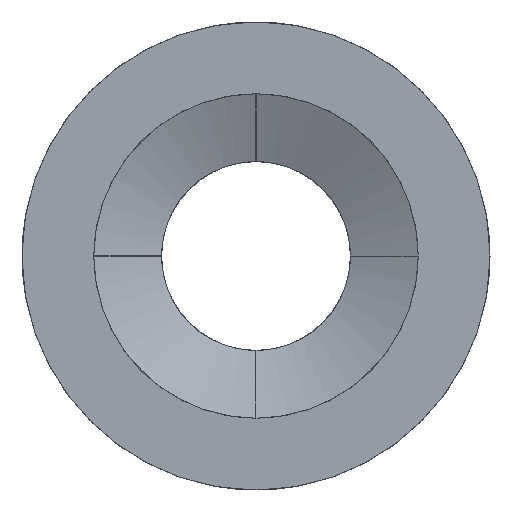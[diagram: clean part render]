
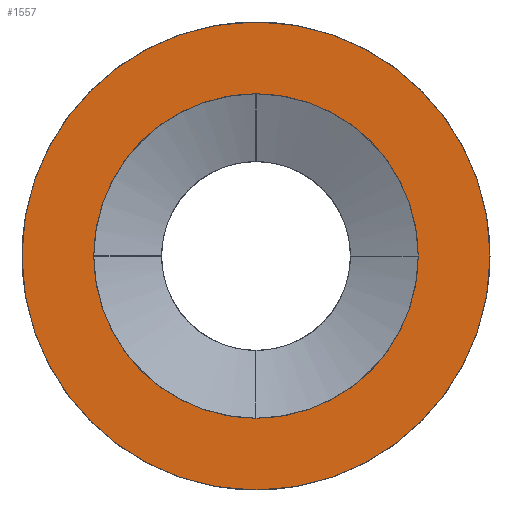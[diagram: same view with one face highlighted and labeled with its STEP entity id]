
A CAD part, left-side view. The second image highlights one B-rep face of the part: STEP entity #1557.
In plain terms, the highlighted free-form (B-spline) face has degree [1, 1] with [2, 2] control points.
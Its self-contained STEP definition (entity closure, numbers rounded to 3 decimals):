
#1484=(
BOUNDED_SURFACE()
B_SPLINE_SURFACE(1,1,((#1485,#1486),(#1487,#1488)),.UNSPECIFIED.,.F.,.F.,.F.)
B_SPLINE_SURFACE_WITH_KNOTS((2,2),(2,2),(0.000,1.000),(0.000,1.000),.UNSPECIFIED.)
GEOMETRIC_REPRESENTATION_ITEM()
RATIONAL_B_SPLINE_SURFACE(((1.,1.),(1.,1.)))
REPRESENTATION_ITEM('')
SURFACE()
);
#1485=CARTESIAN_POINT('',(-56.5,-16.844,-16.844));
#1486=CARTESIAN_POINT('',(-56.5,16.844,-16.844));
#1487=CARTESIAN_POINT('',(-56.5,-16.844,16.844));
#1488=CARTESIAN_POINT('',(-56.5,16.844,16.844));
#1489=CARTESIAN_POINT('',(-56.5,0.,-15.87));
#1490=VERTEX_POINT('',#1489);
#1491=(
BOUNDED_CURVE()
B_SPLINE_CURVE(2,(#1492,#1493,#1494),.UNSPECIFIED.,.F.,.F.)
B_SPLINE_CURVE_WITH_KNOTS((3,3),(0.000,1.000),.UNSPECIFIED.)
CURVE()
GEOMETRIC_REPRESENTATION_ITEM()
RATIONAL_B_SPLINE_CURVE((1.,0.707,1.))
REPRESENTATION_ITEM('')
);
#1492=CARTESIAN_POINT('',(-56.5,0.,-15.87));
#1493=CARTESIAN_POINT('',(-56.5,15.87,-15.87));
#1494=CARTESIAN_POINT('',(-56.5,15.87,0.));
#1495=CARTESIAN_POINT('',(-56.5,15.87,0.));
#1496=VERTEX_POINT('',#1495);
#1497=EDGE_CURVE('',#1490,#1496,#1491,.T.);
#1498=ORIENTED_EDGE('',*,*,#1497,.T.);
#1499=(
BOUNDED_CURVE()
B_SPLINE_CURVE(2,(#1500,#1501,#1502),.UNSPECIFIED.,.F.,.F.)
B_SPLINE_CURVE_WITH_KNOTS((3,3),(0.000,1.000),.UNSPECIFIED.)
CURVE()
GEOMETRIC_REPRESENTATION_ITEM()
RATIONAL_B_SPLINE_CURVE((1.,0.707,1.))
REPRESENTATION_ITEM('')
);
#1500=CARTESIAN_POINT('',(-56.5,15.87,0.));
#1501=CARTESIAN_POINT('',(-56.5,15.87,15.87));
#1502=CARTESIAN_POINT('',(-56.5,0.,15.87));
#1503=CARTESIAN_POINT('',(-56.5,0.,15.87));
#1504=VERTEX_POINT('',#1503);
#1505=EDGE_CURVE('',#1496,#1504,#1499,.T.);
#1506=ORIENTED_EDGE('',*,*,#1505,.T.);
#1507=(
BOUNDED_CURVE()
B_SPLINE_CURVE(2,(#1508,#1509,#1510),.UNSPECIFIED.,.F.,.F.)
B_SPLINE_CURVE_WITH_KNOTS((3,3),(0.000,1.000),.UNSPECIFIED.)
CURVE()
GEOMETRIC_REPRESENTATION_ITEM()
RATIONAL_B_SPLINE_CURVE((1.,0.707,1.))
REPRESENTATION_ITEM('')
);
#1508=CARTESIAN_POINT('',(-56.5,0.,15.87));
#1509=CARTESIAN_POINT('',(-56.5,-15.87,15.87));
#1510=CARTESIAN_POINT('',(-56.5,-15.87,0.));
#1511=CARTESIAN_POINT('',(-56.5,-15.87,0.));
#1512=VERTEX_POINT('',#1511);
#1513=EDGE_CURVE('',#1504,#1512,#1507,.T.);
#1514=ORIENTED_EDGE('',*,*,#1513,.T.);
#1515=(
BOUNDED_CURVE()
B_SPLINE_CURVE(2,(#1516,#1517,#1518),.UNSPECIFIED.,.F.,.F.)
B_SPLINE_CURVE_WITH_KNOTS((3,3),(0.000,1.000),.UNSPECIFIED.)
CURVE()
GEOMETRIC_REPRESENTATION_ITEM()
RATIONAL_B_SPLINE_CURVE((1.,0.707,1.))
REPRESENTATION_ITEM('')
);
#1516=CARTESIAN_POINT('',(-56.5,-15.87,0.));
#1517=CARTESIAN_POINT('',(-56.5,-15.87,-15.87));
#1518=CARTESIAN_POINT('',(-56.5,0.,-15.87));
#1519=EDGE_CURVE('',#1512,#1490,#1515,.T.);
#1520=ORIENTED_EDGE('',*,*,#1519,.T.);
#1521=EDGE_LOOP('',(#1498,#1506,#1514,#1520));
#1522=FACE_OUTER_BOUND('',#1521,.T.);
#1523=CARTESIAN_POINT('',(-56.5,0.,11.));
#1524=VERTEX_POINT('',#1523);
#1525=(
BOUNDED_CURVE()
B_SPLINE_CURVE(2,(#1526,#1527,#1528),.UNSPECIFIED.,.F.,.F.)
B_SPLINE_CURVE_WITH_KNOTS((3,3),(0.000,1.000),.UNSPECIFIED.)
CURVE()
GEOMETRIC_REPRESENTATION_ITEM()
RATIONAL_B_SPLINE_CURVE((1.,0.707,1.))
REPRESENTATION_ITEM('')
);
#1526=CARTESIAN_POINT('',(-56.5,0.,11.));
#1527=CARTESIAN_POINT('',(-56.5,11.,11.));
#1528=CARTESIAN_POINT('',(-56.5,11.,0.));
#1529=CARTESIAN_POINT('',(-56.5,11.,0.));
#1530=VERTEX_POINT('',#1529);
#1531=EDGE_CURVE('',#1524,#1530,#1525,.T.);
#1532=ORIENTED_EDGE('',*,*,#1531,.T.);
#1533=(
BOUNDED_CURVE()
B_SPLINE_CURVE(2,(#1534,#1535,#1536),.UNSPECIFIED.,.F.,.F.)
B_SPLINE_CURVE_WITH_KNOTS((3,3),(0.000,1.000),.UNSPECIFIED.)
CURVE()
GEOMETRIC_REPRESENTATION_ITEM()
RATIONAL_B_SPLINE_CURVE((1.,0.707,1.))
REPRESENTATION_ITEM('')
);
#1534=CARTESIAN_POINT('',(-56.5,11.,0.));
#1535=CARTESIAN_POINT('',(-56.5,11.,-11.));
#1536=CARTESIAN_POINT('',(-56.5,0.,-11.));
#1537=CARTESIAN_POINT('',(-56.5,0.,-11.));
#1538=VERTEX_POINT('',#1537);
#1539=EDGE_CURVE('',#1530,#1538,#1533,.T.);
#1540=ORIENTED_EDGE('',*,*,#1539,.T.);
#1541=(
BOUNDED_CURVE()
B_SPLINE_CURVE(2,(#1542,#1543,#1544),.UNSPECIFIED.,.F.,.F.)
B_SPLINE_CURVE_WITH_KNOTS((3,3),(0.000,1.000),.UNSPECIFIED.)
CURVE()
GEOMETRIC_REPRESENTATION_ITEM()
RATIONAL_B_SPLINE_CURVE((1.,0.707,1.))
REPRESENTATION_ITEM('')
);
#1542=CARTESIAN_POINT('',(-56.5,0.,-11.));
#1543=CARTESIAN_POINT('',(-56.5,-11.,-11.));
#1544=CARTESIAN_POINT('',(-56.5,-11.,0.));
#1545=CARTESIAN_POINT('',(-56.5,-11.,0.));
#1546=VERTEX_POINT('',#1545);
#1547=EDGE_CURVE('',#1538,#1546,#1541,.T.);
#1548=ORIENTED_EDGE('',*,*,#1547,.T.);
#1549=(
BOUNDED_CURVE()
B_SPLINE_CURVE(2,(#1550,#1551,#1552),.UNSPECIFIED.,.F.,.F.)
B_SPLINE_CURVE_WITH_KNOTS((3,3),(0.000,1.000),.UNSPECIFIED.)
CURVE()
GEOMETRIC_REPRESENTATION_ITEM()
RATIONAL_B_SPLINE_CURVE((1.,0.707,1.))
REPRESENTATION_ITEM('')
);
#1550=CARTESIAN_POINT('',(-56.5,-11.,0.));
#1551=CARTESIAN_POINT('',(-56.5,-11.,11.));
#1552=CARTESIAN_POINT('',(-56.5,0.,11.));
#1553=EDGE_CURVE('',#1546,#1524,#1549,.T.);
#1554=ORIENTED_EDGE('',*,*,#1553,.T.);
#1555=EDGE_LOOP('',(#1532,#1540,#1548,#1554));
#1556=FACE_BOUND('',#1555,.T.);
#1557=ADVANCED_FACE('',(#1522,#1556),#1484,.T.);
